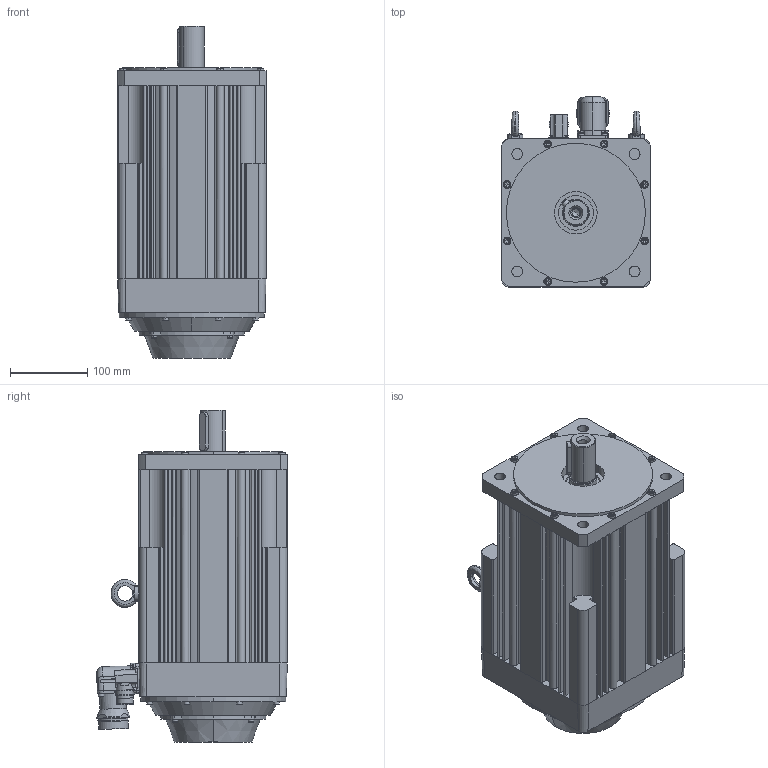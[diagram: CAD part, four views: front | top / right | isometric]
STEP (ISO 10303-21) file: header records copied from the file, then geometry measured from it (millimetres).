
FILE_DESCRIPTION((''),'2;1');
FILE_NAME('BL-192 + Fre.stp','2013-03-05T13:52:01',('arodrigo'),(''),'Autodesk Inventor 9','Autodesk Inventor 9','');
FILE_SCHEMA(('AUTOMOTIVE_DESIGN { 1 0 10303 214 1 1 1 1 }'));
Length unit declared in the file: millimetre
Products named in the file (1): Pieza1
Bounding box: 192.3 x 246.66 x 429.8 mm (x, y, z)
Volume: 11427435.6 mm3; surface area: 651734.5 mm2
Topology: 25 solids, 25 shells, 1775 faces, 4569 edges, 2923 vertices
Faces by surface type: plane 755, cylinder 533, cone 217, bspline 196, torus 74
Entity records: 56995 total; most frequent: CARTESIAN_POINT 14094, DIRECTION 9220, ORIENTED_EDGE 9002, EDGE_CURVE 4501, AXIS2_PLACEMENT_3D 3553, VERTEX_POINT 2923, VECTOR 2114, LINE 2114
